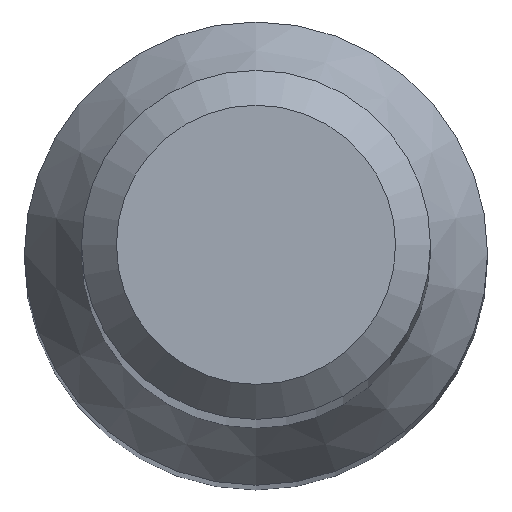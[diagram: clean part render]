
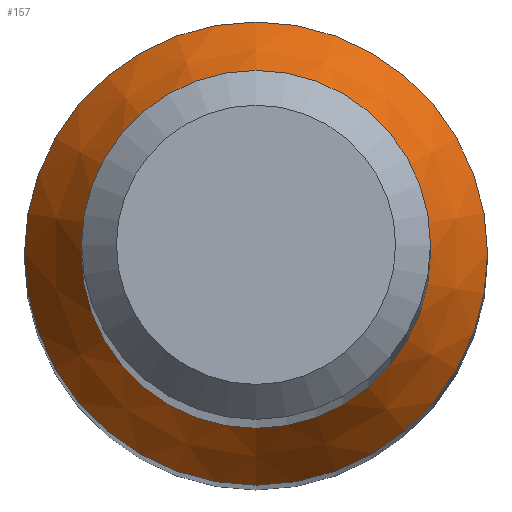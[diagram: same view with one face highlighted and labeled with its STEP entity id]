
A CAD part, top view. The second image highlights one B-rep face of the part: STEP entity #157.
In plain terms, the highlighted conical face has half-angle 30 degrees and reference radius 1.25 mm.
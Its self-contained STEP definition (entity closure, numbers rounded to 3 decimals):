
#18 = VERTEX_POINT ( 'NONE', #102 ) ;
#29 = ORIENTED_EDGE ( 'NONE', *, *, #34, .F. ) ;
#32 = VERTEX_POINT ( 'NONE', #160 ) ;
#34 = EDGE_CURVE ( 'NONE', #18, #18, #162, .T. ) ;
#43 = AXIS2_PLACEMENT_3D ( 'NONE', #149, #72, #229 ) ;
#50 = EDGE_LOOP ( 'NONE', ( #78 ) ) ;
#72 = DIRECTION ( 'NONE',  ( 0., 0., -1. ) ) ;
#78 = ORIENTED_EDGE ( 'NONE', *, *, #178, .T. ) ;
#86 = AXIS2_PLACEMENT_3D ( 'NONE', #200, #91, #203 ) ;
#91 = DIRECTION ( 'NONE',  ( 0., 0., -1. ) ) ;
#102 = CARTESIAN_POINT ( 'NONE',  ( 0., 1.659, 20. ) ) ;
#121 = DIRECTION ( 'NONE',  ( 0., 0., -1. ) ) ;
#128 = FACE_BOUND ( 'NONE', #50, .T. ) ;
#133 = FACE_OUTER_BOUND ( 'NONE', #195, .T. ) ;
#149 = CARTESIAN_POINT ( 'NONE',  ( 0., 0., 20.708 ) ) ;
#157 = ADVANCED_FACE ( 'NONE', ( #133, #128 ), #187, .T. ) ;
#160 = CARTESIAN_POINT ( 'NONE',  ( 0., 1.25, 20.708 ) ) ;
#162 = CIRCLE ( 'NONE', #220, 1.659 ) ;
#178 = EDGE_CURVE ( 'NONE', #32, #32, #225, .T. ) ;
#187 = CONICAL_SURFACE ( 'NONE', #86, 1.25, 0.524 ) ;
#195 = EDGE_LOOP ( 'NONE', ( #29 ) ) ;
#200 = CARTESIAN_POINT ( 'NONE',  ( 0., 0., 20.708 ) ) ;
#203 = DIRECTION ( 'NONE',  ( 0., 1., 0. ) ) ;
#220 = AXIS2_PLACEMENT_3D ( 'NONE', #237, #121, #233 ) ;
#225 = CIRCLE ( 'NONE', #43, 1.25 ) ;
#229 = DIRECTION ( 'NONE',  ( 0., 1., 0. ) ) ;
#233 = DIRECTION ( 'NONE',  ( 0., 1., 0. ) ) ;
#237 = CARTESIAN_POINT ( 'NONE',  ( 0., 0., 20. ) ) ;
